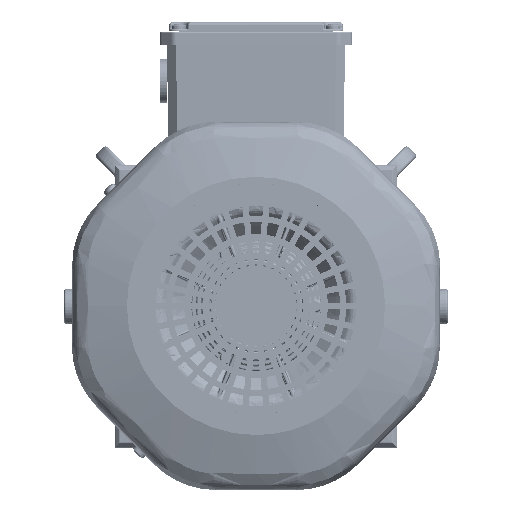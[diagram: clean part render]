
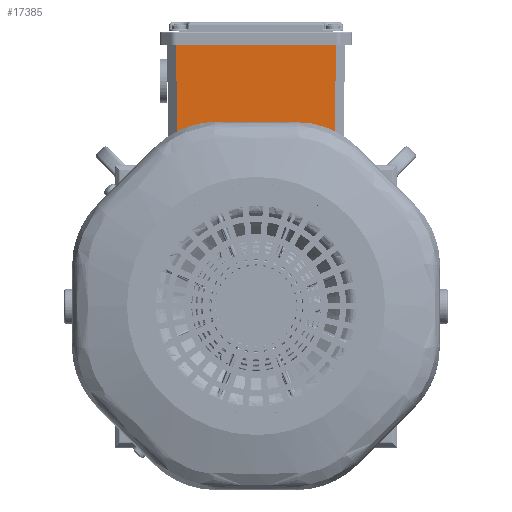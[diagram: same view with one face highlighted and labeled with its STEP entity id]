
A CAD part, top view. The second image highlights one B-rep face of the part: STEP entity #17385.
In plain terms, the highlighted planar face has unit normal (0, -0.018, 1).
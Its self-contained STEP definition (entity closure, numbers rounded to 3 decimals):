
#14979=PLANE('',#123105);
#17385=ADVANCED_FACE('',(#24378),#14979,.T.);
#24378=FACE_OUTER_BOUND('',#31135,.T.);
#31135=EDGE_LOOP('',(#49172,#49173,#49174,#49175));
#49172=ORIENTED_EDGE('',*,*,#92228,.T.);
#49173=ORIENTED_EDGE('',*,*,#92227,.F.);
#49174=ORIENTED_EDGE('',*,*,#92229,.F.);
#49175=ORIENTED_EDGE('',*,*,#92230,.T.);
#77805=VERTEX_POINT('',#178053);
#77808=VERTEX_POINT('',#178058);
#77809=VERTEX_POINT('',#178062);
#77810=VERTEX_POINT('',#178064);
#92227=EDGE_CURVE('',#77808,#77805,#109439,.T.);
#92228=EDGE_CURVE('',#77809,#77805,#109440,.T.);
#92229=EDGE_CURVE('',#77810,#77808,#109441,.T.);
#92230=EDGE_CURVE('',#77810,#77809,#109442,.T.);
#109439=LINE('',#178059,#115670);
#109440=LINE('',#178061,#115671);
#109441=LINE('',#178063,#115672);
#109442=LINE('',#178065,#115673);
#115670=VECTOR('',#139533,1.);
#115671=VECTOR('',#139536,1.);
#115672=VECTOR('',#139537,1.);
#115673=VECTOR('',#139538,1.);
#123105=AXIS2_PLACEMENT_3D('',#178066,#139539,#139540);
#139533=DIRECTION('',(-0.007,1.,0.017));
#139536=DIRECTION('',(-1.,0.,0.));
#139537=DIRECTION('',(-1.,0.,0.));
#139538=DIRECTION('',(0.007,1.,0.017));
#139539=DIRECTION('',(0.,-0.017,1.));
#139540=DIRECTION('',(0.,1.,0.017));
#178053=CARTESIAN_POINT('',(-45.548,149.5,75.408));
#178058=CARTESIAN_POINT('',(-45.172,97.5,74.5));
#178059=CARTESIAN_POINT('',(-45.172,97.5,74.5));
#178061=CARTESIAN_POINT('',(52.,149.5,75.408));
#178062=CARTESIAN_POINT('',(45.548,149.5,75.408));
#178063=CARTESIAN_POINT('',(45.172,97.5,74.5));
#178064=CARTESIAN_POINT('',(45.172,97.5,74.5));
#178065=CARTESIAN_POINT('',(45.172,97.5,74.5));
#178066=CARTESIAN_POINT('',(45.172,97.5,74.5));
